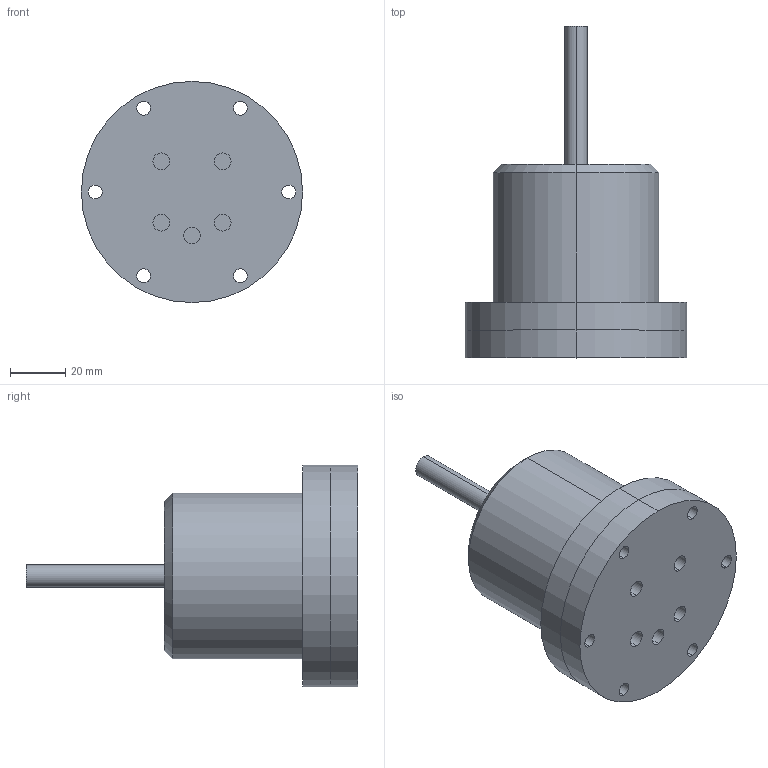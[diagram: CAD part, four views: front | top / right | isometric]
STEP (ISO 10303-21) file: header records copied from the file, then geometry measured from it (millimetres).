
FILE_DESCRIPTION (( 'STEP AP214' ), '1' );
FILE_NAME ('AssemblyDrillbit.STEP', '2020-04-23T11:38:08', ( '' ), ( '' ), 'SwSTEP 2.0', 'SolidWorks 2019', '' );
FILE_SCHEMA (( 'AUTOMOTIVE_DESIGN' ));
Length unit declared in the file: millimetre
Products named in the file (3): DrillBit; FacePlate; AssemblyDrillbit
Assembly tree (2 placements, depth 2):
  AssemblyDrillbit
    FacePlate
    DrillBit
Bounding box: 80 x 120 x 80 mm (x, y, z)
Volume: 238129.6 mm3; surface area: 37921.6 mm2
Topology: 2 solids, 2 shells, 62 faces, 154 edges, 102 vertices
Faces by surface type: cylinder 50, plane 10, cone 2
Entity records: 2082 total; most frequent: DIRECTION 390, CARTESIAN_POINT 323, ORIENTED_EDGE 308, AXIS2_PLACEMENT_3D 169, EDGE_CURVE 154, CIRCLE 102, EDGE_LOOP 102, VERTEX_POINT 102
